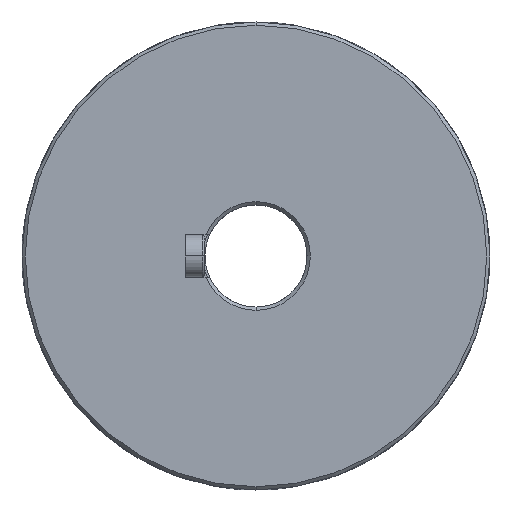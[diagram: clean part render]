
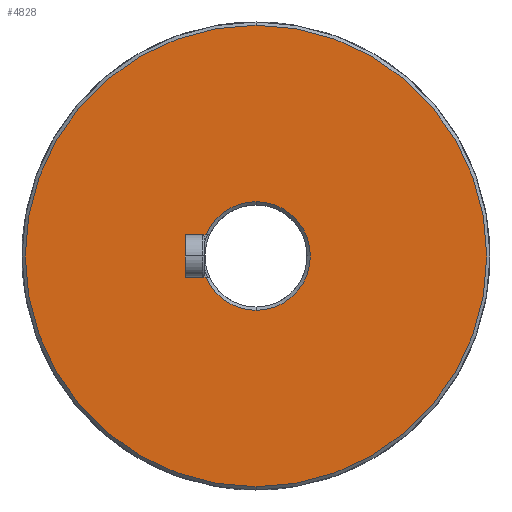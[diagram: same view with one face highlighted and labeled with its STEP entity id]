
A CAD part, left-side view. The second image highlights one B-rep face of the part: STEP entity #4828.
In plain terms, the highlighted planar face has unit normal (-1, 0, 0).
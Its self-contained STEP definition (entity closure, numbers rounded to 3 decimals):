
#481 = CARTESIAN_POINT ( 'NONE',  ( -30.5, 0., 0. ) ) ;
#482 = PLANE ( 'NONE',  #9050 ) ;
#484 = DIRECTION ( 'NONE',  ( -1., 0., 0. ) ) ;
#485 = DIRECTION ( 'NONE',  ( 0., 0., -1. ) ) ;
#981 = CARTESIAN_POINT ( 'NONE',  ( -30.5, 0., 0. ) ) ;
#982 = DIRECTION ( 'NONE',  ( -1., 0., 0. ) ) ;
#983 = DIRECTION ( 'NONE',  ( 0., 0., -1. ) ) ;
#1052 = CARTESIAN_POINT ( 'NONE',  ( -30.5, 0., 0. ) ) ;
#1058 = DIRECTION ( 'NONE',  ( -1., 0., 0. ) ) ;
#1059 = DIRECTION ( 'NONE',  ( 0., 0., -1. ) ) ;
#1065 = CARTESIAN_POINT ( 'NONE',  ( -30.5, 0., 0. ) ) ;
#1067 = DIRECTION ( 'NONE',  ( 1., 0., 0. ) ) ;
#1068 = DIRECTION ( 'NONE',  ( 0., 0., -1. ) ) ;
#1287 = CARTESIAN_POINT ( 'NONE',  ( -30.5, 0., 0. ) ) ;
#1291 = CARTESIAN_POINT ( 'NONE',  ( -30.5, -5.454, 2.5 ) ) ;
#1295 = DIRECTION ( 'NONE',  ( -1., 0., 0. ) ) ;
#1296 = DIRECTION ( 'NONE',  ( 0., 0., -1. ) ) ;
#1321 = CARTESIAN_POINT ( 'NONE',  ( -30.5, 0., 0. ) ) ;
#1322 = DIRECTION ( 'NONE',  ( 0., 1., 0. ) ) ;
#1323 = CARTESIAN_POINT ( 'NONE',  ( -30.5, 8.3, -2.5 ) ) ;
#1324 = DIRECTION ( 'NONE',  ( 0., 0., -1. ) ) ;
#1325 = CARTESIAN_POINT ( 'NONE',  ( -30.5, 8.3, -2.5 ) ) ;
#1326 = DIRECTION ( 'NONE',  ( 0., -1., 0. ) ) ;
#1327 = DIRECTION ( 'NONE',  ( 1., 0., 0. ) ) ;
#1328 = DIRECTION ( 'NONE',  ( 0., 0., -1. ) ) ;
#3811 = VERTEX_POINT ( 'NONE', #7942 ) ;
#3812 = VERTEX_POINT ( 'NONE', #7943 ) ;
#3814 = VERTEX_POINT ( 'NONE', #7945 ) ;
#3815 = VERTEX_POINT ( 'NONE', #7946 ) ;
#3816 = VERTEX_POINT ( 'NONE', #7947 ) ;
#3859 = VERTEX_POINT ( 'NONE', #7990 ) ;
#3860 = VERTEX_POINT ( 'NONE', #7991 ) ;
#3861 = VERTEX_POINT ( 'NONE', #7992 ) ;
#4828 = ADVANCED_FACE ( 'NONE', ( #11025, #11028 ), #482, .T. ) ;
#4918 = EDGE_CURVE ( 'NONE', #3811, #3812, #11098, .T. ) ;
#4945 = EDGE_CURVE ( 'NONE', #3814, #3811, #11134, .T. ) ;
#4949 = EDGE_CURVE ( 'NONE', #3815, #3816, #11141, .T. ) ;
#5004 = EDGE_CURVE ( 'NONE', #3860, #3814, #11200, .T. ) ;
#5010 = EDGE_CURVE ( 'NONE', #3812, #3861, #11202, .T. ) ;
#5011 = EDGE_CURVE ( 'NONE', #3861, #3859, #11208, .T. ) ;
#5012 = EDGE_CURVE ( 'NONE', #3859, #3860, #11210, .T. ) ;
#5013 = EDGE_CURVE ( 'NONE', #3816, #3815, #11213, .T. ) ;
#5744 = ORIENTED_EDGE ( 'NONE', *, *, #5012, .F. ) ;
#5745 = ORIENTED_EDGE ( 'NONE', *, *, #5011, .F. ) ;
#5746 = ORIENTED_EDGE ( 'NONE', *, *, #5010, .F. ) ;
#5747 = ORIENTED_EDGE ( 'NONE', *, *, #4918, .F. ) ;
#5748 = ORIENTED_EDGE ( 'NONE', *, *, #4945, .F. ) ;
#5749 = ORIENTED_EDGE ( 'NONE', *, *, #5004, .F. ) ;
#5750 = ORIENTED_EDGE ( 'NONE', *, *, #4949, .F. ) ;
#5751 = ORIENTED_EDGE ( 'NONE', *, *, #5013, .F. ) ;
#6102 = EDGE_LOOP ( 'NONE', ( #5744, #5745, #5746, #5747, #5748, #5749 ) ) ;
#6103 = EDGE_LOOP ( 'NONE', ( #5750, #5751 ) ) ;
#7942 = CARTESIAN_POINT ( 'NONE',  ( -30.5, 0., 6.381 ) ) ;
#7943 = CARTESIAN_POINT ( 'NONE',  ( -30.5, 5.871, 2.5 ) ) ;
#7945 = CARTESIAN_POINT ( 'NONE',  ( -30.5, 0., -6.381 ) ) ;
#7946 = CARTESIAN_POINT ( 'NONE',  ( -30.5, 0., 27.119 ) ) ;
#7947 = CARTESIAN_POINT ( 'NONE',  ( -30.5, 0., -27.119 ) ) ;
#7990 = CARTESIAN_POINT ( 'NONE',  ( -30.5, 8.3, -2.5 ) ) ;
#7991 = CARTESIAN_POINT ( 'NONE',  ( -30.5, 5.871, -2.5 ) ) ;
#7992 = CARTESIAN_POINT ( 'NONE',  ( -30.5, 8.3, 2.5 ) ) ;
#9050 = AXIS2_PLACEMENT_3D ( 'NONE', #481, #484, #485 ) ;
#9096 = AXIS2_PLACEMENT_3D ( 'NONE', #981, #982, #983 ) ;
#9120 = AXIS2_PLACEMENT_3D ( 'NONE', #1052, #1058, #1059 ) ;
#9121 = AXIS2_PLACEMENT_3D ( 'NONE', #1065, #1067, #1068 ) ;
#9146 = AXIS2_PLACEMENT_3D ( 'NONE', #1287, #1295, #1296 ) ;
#9149 = AXIS2_PLACEMENT_3D ( 'NONE', #1321, #1327, #1328 ) ;
#11025 = FACE_BOUND ( 'NONE', #6102, .T. ) ;
#11028 = FACE_OUTER_BOUND ( 'NONE', #6103, .T. ) ;
#11098 = CIRCLE ( 'NONE', #9096, 6.381 ) ;
#11134 = CIRCLE ( 'NONE', #9120, 6.381 ) ;
#11141 = CIRCLE ( 'NONE', #9121, 27.119 ) ;
#11200 = CIRCLE ( 'NONE', #9146, 6.381 ) ;
#11202 = LINE ( 'NONE', #1291, #11206 ) ;
#11206 = VECTOR ( 'NONE', #1322, 1000. ) ;
#11208 = LINE ( 'NONE', #1323, #11209 ) ;
#11209 = VECTOR ( 'NONE', #1324, 1000. ) ;
#11210 = LINE ( 'NONE', #1325, #11211 ) ;
#11211 = VECTOR ( 'NONE', #1326, 1000. ) ;
#11213 = CIRCLE ( 'NONE', #9149, 27.119 ) ;
